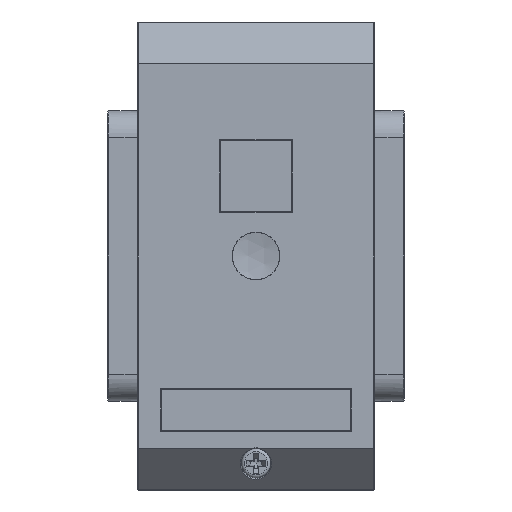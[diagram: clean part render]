
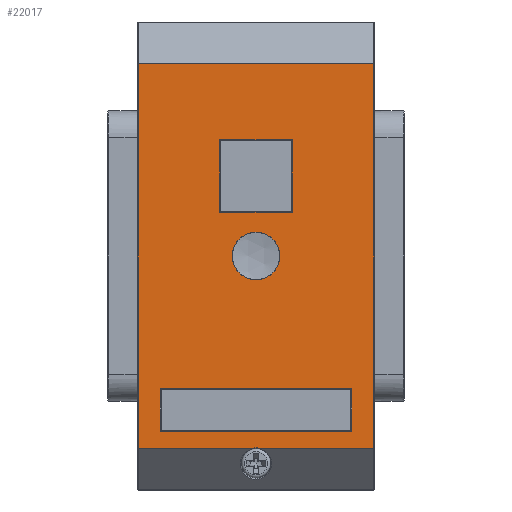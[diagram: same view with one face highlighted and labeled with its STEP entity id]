
A CAD part, front view. The second image highlights one B-rep face of the part: STEP entity #22017.
In plain terms, the highlighted planar face has unit normal (0, -1, 0).
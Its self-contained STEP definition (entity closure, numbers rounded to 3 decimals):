
#775=FACE_BOUND('',#4011,.T.);
#776=FACE_BOUND('',#4012,.T.);
#777=FACE_BOUND('',#4013,.T.);
#1239=PLANE('',#24454);
#2447=FACE_OUTER_BOUND('',#4010,.T.);
#4010=EDGE_LOOP('',(#18915,#18916,#18917,#18918,#18919,#18920));
#4011=EDGE_LOOP('',(#18921,#18922,#18923,#18924));
#4012=EDGE_LOOP('',(#18925));
#4013=EDGE_LOOP('',(#18926,#18927,#18928,#18929));
#5684=LINE('',#38005,#7442);
#5686=LINE('',#38013,#7444);
#5689=LINE('',#38022,#7447);
#5690=LINE('',#38024,#7448);
#5697=LINE('',#38039,#7455);
#5698=LINE('',#38041,#7456);
#5699=LINE('',#38043,#7457);
#5700=LINE('',#38047,#7458);
#5701=LINE('',#38048,#7459);
#5702=LINE('',#38051,#7460);
#5703=LINE('',#38053,#7461);
#5704=LINE('',#38055,#7462);
#5705=LINE('',#38056,#7463);
#7442=VECTOR('',#30623,9.8);
#7444=VECTOR('',#30631,9.8);
#7447=VECTOR('',#30640,9.8);
#7448=VECTOR('',#30643,9.8);
#7455=VECTOR('',#30656,31.8);
#7456=VECTOR('',#30657,51.917);
#7457=VECTOR('',#30658,15.407);
#7458=VECTOR('',#30661,15.407);
#7459=VECTOR('',#30662,51.917);
#7460=VECTOR('',#30663,5.8);
#7461=VECTOR('',#30664,25.8);
#7462=VECTOR('',#30665,5.8);
#7463=VECTOR('',#30666,25.8);
#8724=CIRCLE('',#24455,2.1);
#8725=CIRCLE('',#24456,3.212);
#10424=VERTEX_POINT('',#38003);
#10425=VERTEX_POINT('',#38004);
#10428=VERTEX_POINT('',#38012);
#10431=VERTEX_POINT('',#38020);
#10435=VERTEX_POINT('',#38037);
#10436=VERTEX_POINT('',#38038);
#10437=VERTEX_POINT('',#38040);
#10438=VERTEX_POINT('',#38042);
#10439=VERTEX_POINT('',#38044);
#10440=VERTEX_POINT('',#38046);
#10441=VERTEX_POINT('',#38049);
#10442=VERTEX_POINT('',#38050);
#10443=VERTEX_POINT('',#38052);
#10444=VERTEX_POINT('',#38054);
#10445=VERTEX_POINT('',#38057);
#13273=EDGE_CURVE('',#10424,#10425,#5684,.T.);
#13277=EDGE_CURVE('',#10425,#10428,#5686,.T.);
#13282=EDGE_CURVE('',#10431,#10424,#5689,.T.);
#13283=EDGE_CURVE('',#10428,#10431,#5690,.T.);
#13290=EDGE_CURVE('',#10435,#10436,#5697,.T.);
#13291=EDGE_CURVE('',#10437,#10435,#5698,.T.);
#13292=EDGE_CURVE('',#10438,#10437,#5699,.T.);
#13293=EDGE_CURVE('',#10439,#10438,#8724,.T.);
#13294=EDGE_CURVE('',#10440,#10439,#5700,.T.);
#13295=EDGE_CURVE('',#10436,#10440,#5701,.T.);
#13296=EDGE_CURVE('',#10441,#10442,#5702,.T.);
#13297=EDGE_CURVE('',#10443,#10441,#5703,.T.);
#13298=EDGE_CURVE('',#10444,#10443,#5704,.T.);
#13299=EDGE_CURVE('',#10442,#10444,#5705,.T.);
#13300=EDGE_CURVE('',#10445,#10445,#8725,.T.);
#18915=ORIENTED_EDGE('',*,*,#13290,.F.);
#18916=ORIENTED_EDGE('',*,*,#13291,.F.);
#18917=ORIENTED_EDGE('',*,*,#13292,.F.);
#18918=ORIENTED_EDGE('',*,*,#13293,.F.);
#18919=ORIENTED_EDGE('',*,*,#13294,.F.);
#18920=ORIENTED_EDGE('',*,*,#13295,.F.);
#18921=ORIENTED_EDGE('',*,*,#13296,.F.);
#18922=ORIENTED_EDGE('',*,*,#13297,.F.);
#18923=ORIENTED_EDGE('',*,*,#13298,.F.);
#18924=ORIENTED_EDGE('',*,*,#13299,.F.);
#18925=ORIENTED_EDGE('',*,*,#13300,.F.);
#18926=ORIENTED_EDGE('',*,*,#13273,.F.);
#18927=ORIENTED_EDGE('',*,*,#13282,.F.);
#18928=ORIENTED_EDGE('',*,*,#13283,.F.);
#18929=ORIENTED_EDGE('',*,*,#13277,.F.);
#22017=ADVANCED_FACE('',(#2447,#775,#776,#777),#1239,.T.);
#24454=AXIS2_PLACEMENT_3D('',#38036,#30654,#30655);
#24455=AXIS2_PLACEMENT_3D('',#38045,#30659,#30660);
#24456=AXIS2_PLACEMENT_3D('',#38058,#30667,#30668);
#30623=DIRECTION('',(1.,0.,0.));
#30631=DIRECTION('',(0.,0.,1.));
#30640=DIRECTION('',(0.,0.,-1.));
#30643=DIRECTION('',(-1.,0.,0.));
#30654=DIRECTION('center_axis',(0.,-1.,0.));
#30655=DIRECTION('ref_axis',(1.,0.,0.));
#30656=DIRECTION('',(0.,0.,1.));
#30657=DIRECTION('',(-1.,0.,0.));
#30658=DIRECTION('',(0.,0.,-1.));
#30659=DIRECTION('center_axis',(0.,-1.,0.));
#30660=DIRECTION('ref_axis',(-1.,0.,0.));
#30661=DIRECTION('',(0.,0.,-1.));
#30662=DIRECTION('',(1.,0.,0.));
#30663=DIRECTION('',(1.,0.,0.));
#30664=DIRECTION('',(0.,0.,-1.));
#30665=DIRECTION('',(-1.,0.,0.));
#30666=DIRECTION('',(0.,0.,1.));
#30667=DIRECTION('center_axis',(0.,-1.,0.));
#30668=DIRECTION('ref_axis',(1.,0.,0.));
#38003=CARTESIAN_POINT('',(-15.7,-3.6,-4.9));
#38004=CARTESIAN_POINT('',(-5.9,-3.6,-4.9));
#38005=CARTESIAN_POINT('',(-16.,-3.6,-4.9));
#38012=CARTESIAN_POINT('',(-5.9,-3.6,4.9));
#38013=CARTESIAN_POINT('',(-5.9,-3.6,2.4));
#38020=CARTESIAN_POINT('',(-15.7,-3.6,4.9));
#38022=CARTESIAN_POINT('',(-15.7,-3.6,-2.4));
#38024=CARTESIAN_POINT('',(-20.8,-3.6,4.9));
#38036=CARTESIAN_POINT('Origin',(-26.,-3.6,0.));
#38037=CARTESIAN_POINT('',(-25.959,-3.6,-15.9));
#38038=CARTESIAN_POINT('',(-25.959,-3.6,15.9));
#38039=CARTESIAN_POINT('',(-25.959,-3.6,0.));
#38040=CARTESIAN_POINT('',(25.959,-3.6,-15.9));
#38041=CARTESIAN_POINT('',(-13.,-3.6,-15.9));
#38042=CARTESIAN_POINT('',(25.959,-3.6,-0.493));
#38043=CARTESIAN_POINT('',(25.959,-3.6,0.));
#38044=CARTESIAN_POINT('',(25.959,-3.6,0.493));
#38045=CARTESIAN_POINT('Origin',(28.,-3.6,0.));
#38046=CARTESIAN_POINT('',(25.959,-3.6,15.9));
#38047=CARTESIAN_POINT('',(25.959,-3.6,0.));
#38048=CARTESIAN_POINT('',(-13.,-3.6,15.9));
#38049=CARTESIAN_POINT('',(17.9,-3.6,-12.9));
#38050=CARTESIAN_POINT('',(23.7,-3.6,-12.9));
#38051=CARTESIAN_POINT('',(-1.2,-3.6,-12.9));
#38052=CARTESIAN_POINT('',(17.9,-3.6,12.9));
#38053=CARTESIAN_POINT('',(17.9,-3.6,-6.4));
#38054=CARTESIAN_POINT('',(23.7,-3.6,12.9));
#38055=CARTESIAN_POINT('',(-4.,-3.6,12.9));
#38056=CARTESIAN_POINT('',(23.7,-3.6,6.4));
#38057=CARTESIAN_POINT('',(-3.212,-3.6,0.));
#38058=CARTESIAN_POINT('Origin',(0.,-3.6,0.));
